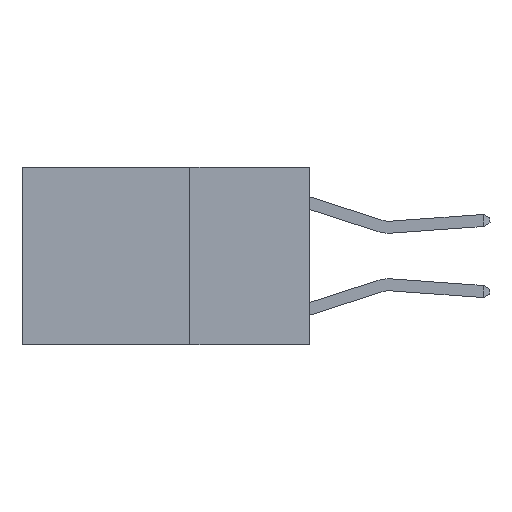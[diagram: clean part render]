
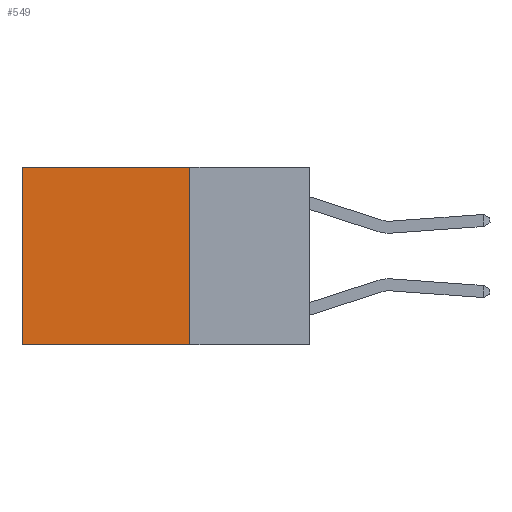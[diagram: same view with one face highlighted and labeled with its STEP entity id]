
A CAD part, left-side view. The second image highlights one B-rep face of the part: STEP entity #549.
In plain terms, the highlighted planar face has unit normal (-1, 0, 0).
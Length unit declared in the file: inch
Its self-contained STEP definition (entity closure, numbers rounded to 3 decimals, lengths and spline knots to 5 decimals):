
#66 = CARTESIAN_POINT ( 'NONE',  ( 0.2625, 0.25, -0.37 ) ) ;
#79 = CARTESIAN_POINT ( 'NONE',  ( 0.2625, 0.25, 0. ) ) ;
#105 = DIRECTION ( 'NONE',  ( 0., 1., 0. ) ) ;
#132 = ORIENTED_EDGE ( 'NONE', *, *, #8072, .T. ) ;
#355 = LINE ( 'NONE', #1959, #5110 ) ;
#549 = ADVANCED_FACE ( 'NONE', ( #8344 ), #4651, .F. ) ;
#577 = CARTESIAN_POINT ( 'NONE',  ( 0.2625, 0.25, 0. ) ) ;
#852 = VERTEX_POINT ( 'NONE', #2029 ) ;
#959 = EDGE_CURVE ( 'NONE', #5616, #852, #355, .T. ) ;
#1045 = ORIENTED_EDGE ( 'NONE', *, *, #3657, .F. ) ;
#1205 = DIRECTION ( 'NONE',  ( 0., 0., -1. ) ) ;
#1207 = ORIENTED_EDGE ( 'NONE', *, *, #959, .T. ) ;
#1531 = LINE ( 'NONE', #5963, #2847 ) ;
#1959 = CARTESIAN_POINT ( 'NONE',  ( 0.2625, 0.6, 0. ) ) ;
#2029 = CARTESIAN_POINT ( 'NONE',  ( 0.2625, 0.6, -0.37 ) ) ;
#2030 = DIRECTION ( 'NONE',  ( 0., 0., -1. ) ) ;
#2847 = VECTOR ( 'NONE', #2030, 39.37008 ) ;
#3362 = VERTEX_POINT ( 'NONE', #6846 ) ;
#3495 = EDGE_CURVE ( 'NONE', #3362, #852, #8579, .T. ) ;
#3657 = EDGE_CURVE ( 'NONE', #7091, #3362, #1531, .T. ) ;
#3759 = LINE ( 'NONE', #5475, #9734 ) ;
#4651 = PLANE ( 'NONE',  #4693 ) ;
#4693 = AXIS2_PLACEMENT_3D ( 'NONE', #79, #7087, #6269 ) ;
#5058 = EDGE_LOOP ( 'NONE', ( #1207, #6032, #1045, #132 ) ) ;
#5110 = VECTOR ( 'NONE', #1205, 39.37008 ) ;
#5475 = CARTESIAN_POINT ( 'NONE',  ( 0.2625, 0.25, 0. ) ) ;
#5616 = VERTEX_POINT ( 'NONE', #7829 ) ;
#5963 = CARTESIAN_POINT ( 'NONE',  ( 0.2625, 0.25, 0. ) ) ;
#6032 = ORIENTED_EDGE ( 'NONE', *, *, #3495, .F. ) ;
#6269 = DIRECTION ( 'NONE',  ( 0., 0., -1. ) ) ;
#6412 = DIRECTION ( 'NONE',  ( 0., 1., 0. ) ) ;
#6846 = CARTESIAN_POINT ( 'NONE',  ( 0.2625, 0.25, -0.37 ) ) ;
#7087 = DIRECTION ( 'NONE',  ( 1., 0., 0. ) ) ;
#7091 = VERTEX_POINT ( 'NONE', #577 ) ;
#7829 = CARTESIAN_POINT ( 'NONE',  ( 0.2625, 0.6, 0. ) ) ;
#8072 = EDGE_CURVE ( 'NONE', #7091, #5616, #3759, .T. ) ;
#8344 = FACE_OUTER_BOUND ( 'NONE', #5058, .T. ) ;
#8579 = LINE ( 'NONE', #66, #9895 ) ;
#9734 = VECTOR ( 'NONE', #6412, 39.37008 ) ;
#9895 = VECTOR ( 'NONE', #105, 39.37008 ) ;
